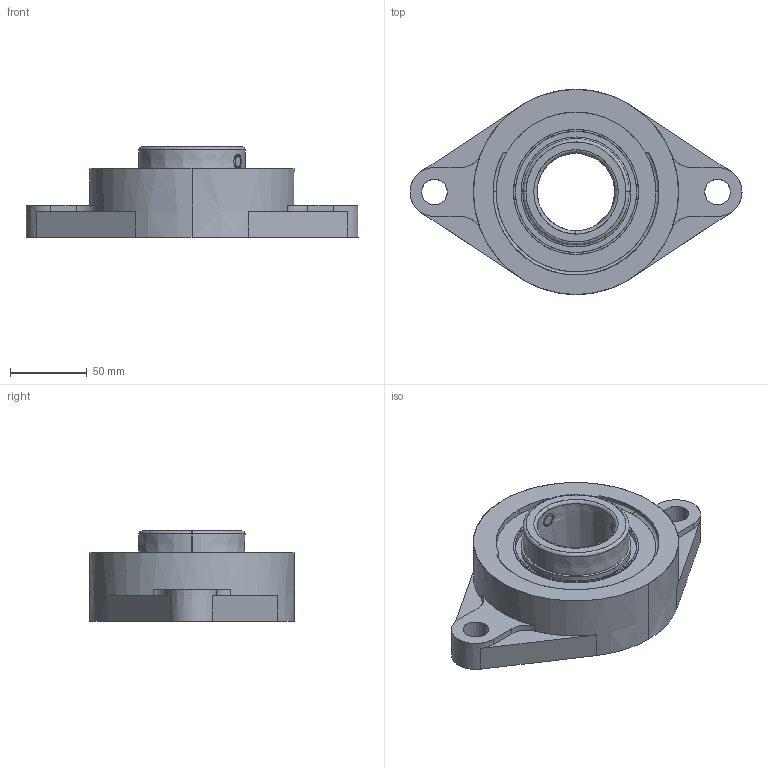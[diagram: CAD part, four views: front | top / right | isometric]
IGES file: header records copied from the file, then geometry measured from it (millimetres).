
Start section: SolidWorks IGES file using analytic representation for surfaces
Global section: file name: SFDEFAU08122120155795.igs; native system: SolidWorks 2017; preprocessor: SolidWorks 2017; author: partstream; date: 170812.212017; units: inch
Bounding box: 215.9 x 133.35 x 58.74 mm (x, y, z)
Surface area: 75986.4 mm2 (no closed solid volume)
Topology: 0 solids, 0 shells, 99 faces, 2320 edges, 2320 vertices
Faces by surface type: revolution 56, bspline 43
